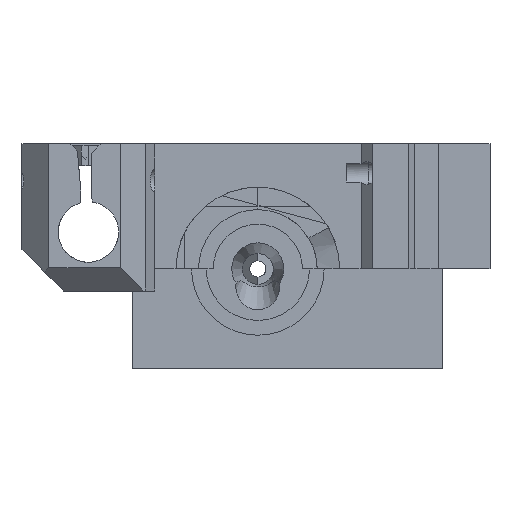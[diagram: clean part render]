
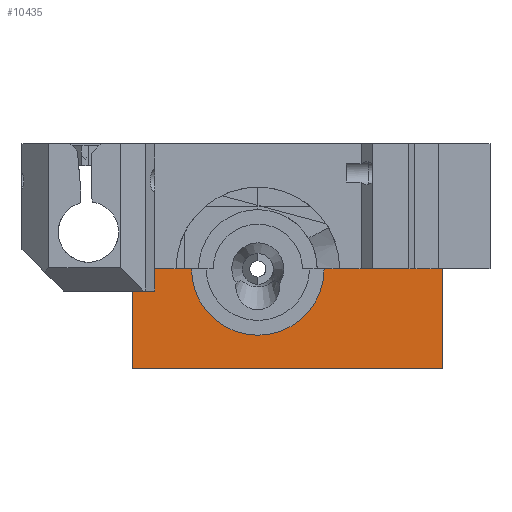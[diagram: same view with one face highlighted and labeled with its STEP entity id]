
A CAD part, front view. The second image highlights one B-rep face of the part: STEP entity #10435.
In plain terms, the highlighted planar face has unit normal (0, -1, 0).
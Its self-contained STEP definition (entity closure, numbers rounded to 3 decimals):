
#4308 = PLANE('',#4309);
#4309 = AXIS2_PLACEMENT_3D('',#4310,#4311,#4312);
#4310 = CARTESIAN_POINT('',(-18.,-39.,-17.));
#4311 = DIRECTION('',(0.,0.,1.));
#4312 = DIRECTION('',(1.,0.,0.));
#6503 = VERTEX_POINT('',#6504);
#6504 = CARTESIAN_POINT('',(25.,6.,-17.));
#6517 = PLANE('',#6518);
#6518 = AXIS2_PLACEMENT_3D('',#6519,#6520,#6521);
#6519 = CARTESIAN_POINT('',(25.,-36.5,-30.5));
#6520 = DIRECTION('',(1.,0.,0.));
#6521 = DIRECTION('',(0.,0.,1.));
#6528 = EDGE_CURVE('',#6529,#6503,#6531,.T.);
#6529 = VERTEX_POINT('',#6530);
#6530 = CARTESIAN_POINT('',(9.,6.,-17.));
#6531 = SURFACE_CURVE('',#6532,(#6536,#6543),.PCURVE_S1.);
#6532 = LINE('',#6533,#6534);
#6533 = CARTESIAN_POINT('',(-18.,6.,-17.));
#6534 = VECTOR('',#6535,1.);
#6535 = DIRECTION('',(1.,0.,0.));
#6536 = PCURVE('',#4308,#6537);
#6537 = DEFINITIONAL_REPRESENTATION('',(#6538),#6542);
#6538 = LINE('',#6539,#6540);
#6539 = CARTESIAN_POINT('',(0.,45.));
#6540 = VECTOR('',#6541,1.);
#6541 = DIRECTION('',(1.,0.));
#6542 = ( GEOMETRIC_REPRESENTATION_CONTEXT(2) 
PARAMETRIC_REPRESENTATION_CONTEXT() REPRESENTATION_CONTEXT('2D SPACE',''
  ) );
#6543 = PCURVE('',#6544,#6549);
#6544 = PLANE('',#6545);
#6545 = AXIS2_PLACEMENT_3D('',#6546,#6547,#6548);
#6546 = CARTESIAN_POINT('',(-18.,6.,-49.));
#6547 = DIRECTION('',(0.,1.,0.));
#6548 = DIRECTION('',(0.,0.,1.));
#6549 = DEFINITIONAL_REPRESENTATION('',(#6550),#6554);
#6550 = LINE('',#6551,#6552);
#6551 = CARTESIAN_POINT('',(32.,0.));
#6552 = VECTOR('',#6553,1.);
#6553 = DIRECTION('',(0.,1.));
#6554 = ( GEOMETRIC_REPRESENTATION_CONTEXT(2) 
PARAMETRIC_REPRESENTATION_CONTEXT() REPRESENTATION_CONTEXT('2D SPACE',''
  ) );
#6572 = CYLINDRICAL_SURFACE('',#6573,9.);
#6573 = AXIS2_PLACEMENT_3D('',#6574,#6575,#6576);
#6574 = CARTESIAN_POINT('',(0.,8.9,-17.));
#6575 = DIRECTION('',(0.,-1.,0.));
#6576 = DIRECTION('',(1.,0.,0.));
#7876 = PLANE('',#7877);
#7877 = AXIS2_PLACEMENT_3D('',#7878,#7879,#7880);
#7878 = CARTESIAN_POINT('',(-17.,-36.5,-30.5));
#7879 = DIRECTION('',(1.,0.,0.));
#7880 = DIRECTION('',(0.,0.,1.));
#9677 = PLANE('',#9678);
#9678 = AXIS2_PLACEMENT_3D('',#9679,#9680,#9681);
#9679 = CARTESIAN_POINT('',(-18.,-39.,-17.));
#9680 = DIRECTION('',(0.,0.,1.));
#9681 = DIRECTION('',(1.,0.,0.));
#10389 = EDGE_CURVE('',#10390,#6529,#10392,.T.);
#10390 = VERTEX_POINT('',#10391);
#10391 = CARTESIAN_POINT('',(-9.,6.,-17.));
#10392 = SURFACE_CURVE('',#10393,(#10398,#10405),.PCURVE_S1.);
#10393 = CIRCLE('',#10394,9.);
#10394 = AXIS2_PLACEMENT_3D('',#10395,#10396,#10397);
#10395 = CARTESIAN_POINT('',(0.,6.,-17.));
#10396 = DIRECTION('',(0.,-1.,0.));
#10397 = DIRECTION('',(1.,0.,0.));
#10398 = PCURVE('',#6572,#10399);
#10399 = DEFINITIONAL_REPRESENTATION('',(#10400),#10404);
#10400 = LINE('',#10401,#10402);
#10401 = CARTESIAN_POINT('',(0.,2.9));
#10402 = VECTOR('',#10403,1.);
#10403 = DIRECTION('',(1.,0.));
#10404 = ( GEOMETRIC_REPRESENTATION_CONTEXT(2) 
PARAMETRIC_REPRESENTATION_CONTEXT() REPRESENTATION_CONTEXT('2D SPACE',''
  ) );
#10405 = PCURVE('',#6544,#10406);
#10406 = DEFINITIONAL_REPRESENTATION('',(#10407),#10415);
#10407 = ( BOUNDED_CURVE() B_SPLINE_CURVE(2,(#10408,#10409,#10410,#10411
    ,#10412,#10413,#10414),.UNSPECIFIED.,.T.,.F.) 
B_SPLINE_CURVE_WITH_KNOTS((1,2,2,2,2,1),(-2.094,0.,
    2.094,4.189,6.283,8.378),
.UNSPECIFIED.) CURVE() GEOMETRIC_REPRESENTATION_ITEM() 
RATIONAL_B_SPLINE_CURVE((1.,0.5,1.,0.5,1.,0.5,1.)) REPRESENTATION_ITEM(
  '') );
#10408 = CARTESIAN_POINT('',(32.,27.));
#10409 = CARTESIAN_POINT('',(47.588,27.));
#10410 = CARTESIAN_POINT('',(39.794,13.5));
#10411 = CARTESIAN_POINT('',(32.,0.));
#10412 = CARTESIAN_POINT('',(24.206,13.5));
#10413 = CARTESIAN_POINT('',(16.412,27.));
#10414 = CARTESIAN_POINT('',(32.,27.));
#10415 = ( GEOMETRIC_REPRESENTATION_CONTEXT(2) 
PARAMETRIC_REPRESENTATION_CONTEXT() REPRESENTATION_CONTEXT('2D SPACE',''
  ) );
#10435 = ADVANCED_FACE('',(#10436),#6544,.F.);
#10436 = FACE_BOUND('',#10437,.F.);
#10437 = EDGE_LOOP('',(#10438,#10439,#10440,#10461,#10487,#10508));
#10438 = ORIENTED_EDGE('',*,*,#10389,.T.);
#10439 = ORIENTED_EDGE('',*,*,#6528,.T.);
#10440 = ORIENTED_EDGE('',*,*,#10441,.F.);
#10441 = EDGE_CURVE('',#10442,#6503,#10444,.T.);
#10442 = VERTEX_POINT('',#10443);
#10443 = CARTESIAN_POINT('',(25.,6.,-30.5));
#10444 = SURFACE_CURVE('',#10445,(#10449,#10455),.PCURVE_S1.);
#10445 = LINE('',#10446,#10447);
#10446 = CARTESIAN_POINT('',(25.,6.,-39.75));
#10447 = VECTOR('',#10448,1.);
#10448 = DIRECTION('',(0.,0.,1.));
#10449 = PCURVE('',#6544,#10450);
#10450 = DEFINITIONAL_REPRESENTATION('',(#10451),#10454);
#10451 = B_SPLINE_CURVE_WITH_KNOTS('',1,(#10452,#10453),.UNSPECIFIED.,
  .F.,.F.,(2,2),(6.2,25.95),.PIECEWISE_BEZIER_KNOTS.);
#10452 = CARTESIAN_POINT('',(15.45,43.));
#10453 = CARTESIAN_POINT('',(35.2,43.));
#10454 = ( GEOMETRIC_REPRESENTATION_CONTEXT(2) 
PARAMETRIC_REPRESENTATION_CONTEXT() REPRESENTATION_CONTEXT('2D SPACE',''
  ) );
#10455 = PCURVE('',#6517,#10456);
#10456 = DEFINITIONAL_REPRESENTATION('',(#10457),#10460);
#10457 = B_SPLINE_CURVE_WITH_KNOTS('',1,(#10458,#10459),.UNSPECIFIED.,
  .F.,.F.,(2,2),(6.2,25.95),.PIECEWISE_BEZIER_KNOTS.);
#10458 = CARTESIAN_POINT('',(-3.05,-42.5));
#10459 = CARTESIAN_POINT('',(16.7,-42.5));
#10460 = ( GEOMETRIC_REPRESENTATION_CONTEXT(2) 
PARAMETRIC_REPRESENTATION_CONTEXT() REPRESENTATION_CONTEXT('2D SPACE',''
  ) );
#10461 = ORIENTED_EDGE('',*,*,#10462,.T.);
#10462 = EDGE_CURVE('',#10442,#10463,#10465,.T.);
#10463 = VERTEX_POINT('',#10464);
#10464 = CARTESIAN_POINT('',(-17.,6.,-30.5));
#10465 = SURFACE_CURVE('',#10466,(#10470,#10476),.PCURVE_S1.);
#10466 = LINE('',#10467,#10468);
#10467 = CARTESIAN_POINT('',(-17.5,6.,-30.5));
#10468 = VECTOR('',#10469,1.);
#10469 = DIRECTION('',(-1.,0.,0.));
#10470 = PCURVE('',#6544,#10471);
#10471 = DEFINITIONAL_REPRESENTATION('',(#10472),#10475);
#10472 = B_SPLINE_CURVE_WITH_KNOTS('',1,(#10473,#10474),.UNSPECIFIED.,
  .F.,.F.,(2,2),(-46.7,3.7),.PIECEWISE_BEZIER_KNOTS.);
#10473 = CARTESIAN_POINT('',(18.5,47.2));
#10474 = CARTESIAN_POINT('',(18.5,-3.2));
#10475 = ( GEOMETRIC_REPRESENTATION_CONTEXT(2) 
PARAMETRIC_REPRESENTATION_CONTEXT() REPRESENTATION_CONTEXT('2D SPACE',''
  ) );
#10476 = PCURVE('',#10477,#10482);
#10477 = PLANE('',#10478);
#10478 = AXIS2_PLACEMENT_3D('',#10479,#10480,#10481);
#10479 = CARTESIAN_POINT('',(-17.,-36.5,-30.5));
#10480 = DIRECTION('',(0.,0.,1.));
#10481 = DIRECTION('',(1.,0.,0.));
#10482 = DEFINITIONAL_REPRESENTATION('',(#10483),#10486);
#10483 = B_SPLINE_CURVE_WITH_KNOTS('',1,(#10484,#10485),.UNSPECIFIED.,
  .F.,.F.,(2,2),(-46.7,3.7),.PIECEWISE_BEZIER_KNOTS.);
#10484 = CARTESIAN_POINT('',(46.2,42.5));
#10485 = CARTESIAN_POINT('',(-4.2,42.5));
#10486 = ( GEOMETRIC_REPRESENTATION_CONTEXT(2) 
PARAMETRIC_REPRESENTATION_CONTEXT() REPRESENTATION_CONTEXT('2D SPACE',''
  ) );
#10487 = ORIENTED_EDGE('',*,*,#10488,.T.);
#10488 = EDGE_CURVE('',#10463,#10489,#10491,.T.);
#10489 = VERTEX_POINT('',#10490);
#10490 = CARTESIAN_POINT('',(-17.,6.,-17.));
#10491 = SURFACE_CURVE('',#10492,(#10496,#10502),.PCURVE_S1.);
#10492 = LINE('',#10493,#10494);
#10493 = CARTESIAN_POINT('',(-17.,6.,-39.75));
#10494 = VECTOR('',#10495,1.);
#10495 = DIRECTION('',(0.,0.,1.));
#10496 = PCURVE('',#6544,#10497);
#10497 = DEFINITIONAL_REPRESENTATION('',(#10498),#10501);
#10498 = B_SPLINE_CURVE_WITH_KNOTS('',1,(#10499,#10500),.UNSPECIFIED.,
  .F.,.F.,(2,2),(6.2,25.95),.PIECEWISE_BEZIER_KNOTS.);
#10499 = CARTESIAN_POINT('',(15.45,1.));
#10500 = CARTESIAN_POINT('',(35.2,1.));
#10501 = ( GEOMETRIC_REPRESENTATION_CONTEXT(2) 
PARAMETRIC_REPRESENTATION_CONTEXT() REPRESENTATION_CONTEXT('2D SPACE',''
  ) );
#10502 = PCURVE('',#7876,#10503);
#10503 = DEFINITIONAL_REPRESENTATION('',(#10504),#10507);
#10504 = B_SPLINE_CURVE_WITH_KNOTS('',1,(#10505,#10506),.UNSPECIFIED.,
  .F.,.F.,(2,2),(6.2,25.95),.PIECEWISE_BEZIER_KNOTS.);
#10505 = CARTESIAN_POINT('',(-3.05,-42.5));
#10506 = CARTESIAN_POINT('',(16.7,-42.5));
#10507 = ( GEOMETRIC_REPRESENTATION_CONTEXT(2) 
PARAMETRIC_REPRESENTATION_CONTEXT() REPRESENTATION_CONTEXT('2D SPACE',''
  ) );
#10508 = ORIENTED_EDGE('',*,*,#10509,.T.);
#10509 = EDGE_CURVE('',#10489,#10390,#10510,.T.);
#10510 = SURFACE_CURVE('',#10511,(#10515,#10522),.PCURVE_S1.);
#10511 = LINE('',#10512,#10513);
#10512 = CARTESIAN_POINT('',(-18.,6.,-17.));
#10513 = VECTOR('',#10514,1.);
#10514 = DIRECTION('',(1.,0.,0.));
#10515 = PCURVE('',#6544,#10516);
#10516 = DEFINITIONAL_REPRESENTATION('',(#10517),#10521);
#10517 = LINE('',#10518,#10519);
#10518 = CARTESIAN_POINT('',(32.,0.));
#10519 = VECTOR('',#10520,1.);
#10520 = DIRECTION('',(0.,1.));
#10521 = ( GEOMETRIC_REPRESENTATION_CONTEXT(2) 
PARAMETRIC_REPRESENTATION_CONTEXT() REPRESENTATION_CONTEXT('2D SPACE',''
  ) );
#10522 = PCURVE('',#9677,#10523);
#10523 = DEFINITIONAL_REPRESENTATION('',(#10524),#10528);
#10524 = LINE('',#10525,#10526);
#10525 = CARTESIAN_POINT('',(0.,45.));
#10526 = VECTOR('',#10527,1.);
#10527 = DIRECTION('',(1.,0.));
#10528 = ( GEOMETRIC_REPRESENTATION_CONTEXT(2) 
PARAMETRIC_REPRESENTATION_CONTEXT() REPRESENTATION_CONTEXT('2D SPACE',''
  ) );
